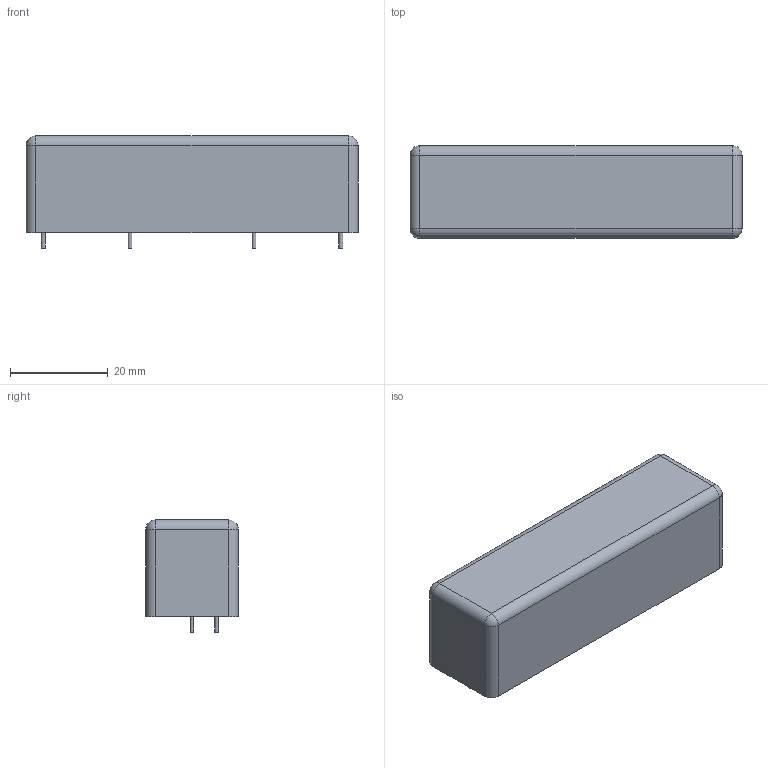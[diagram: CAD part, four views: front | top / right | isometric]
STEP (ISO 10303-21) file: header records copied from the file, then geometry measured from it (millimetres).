
FILE_DESCRIPTION(/* description */ (''),/* implementation_level */ '2;1');
FILE_NAME(/* name */ 'HM24-1A83-08_1',/* time_stamp */ '2019-12-05T16:45:33+01:00',/* author */ ('Marco R Bosco'),/* organization */ ('Autonomous Motion System S.L.'),/* preprocessor_version */ 'ST-DEVELOPER v16.7',/* originating_system */ 'Solid Edge',/* authorisation */ 'Unknown');
FILE_SCHEMA (('CONFIG_CONTROL_DESIGN'));
Length unit declared in the file: millimetre
Products named in the file (1): HM24-1A83-08_1
Bounding box: 68 x 19 x 23 mm (x, y, z)
Volume: 25376 mm3; surface area: 5838.3 mm2
Topology: 1 solids, 1 shells, 26 faces, 52 edges, 28 vertices
Faces by surface type: cylinder 12, plane 10, sphere 4
Full cylindrical faces by diameter (mm): 0.8 x4
Entity records: 827 total; most frequent: DIRECTION 122, CARTESIAN_POINT 99, ORIENTED_EDGE 88, AXIS2_PLACEMENT_3D 51, EDGE_CURVE 44, EDGE_LOOP 34, FACE_BOUND 34, VERTEX_POINT 28
